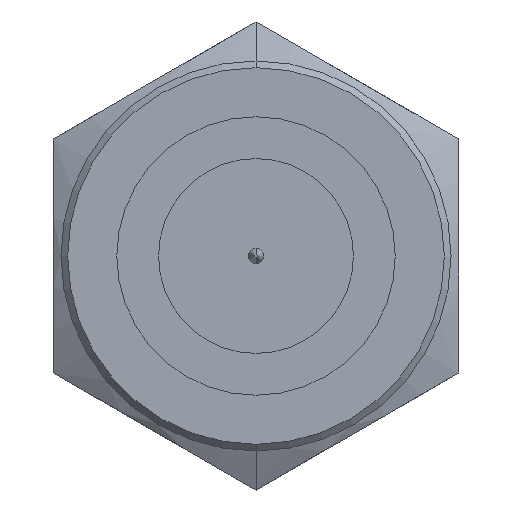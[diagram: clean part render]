
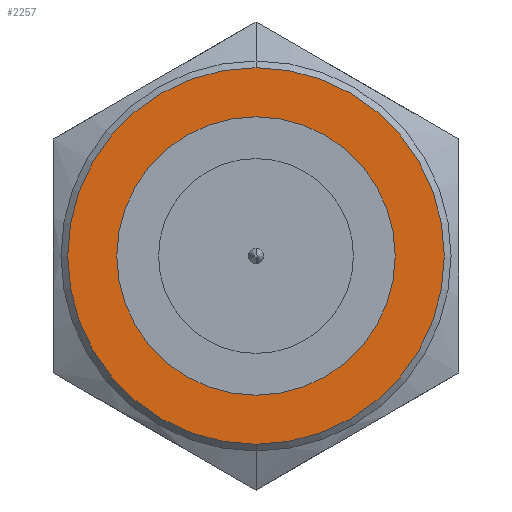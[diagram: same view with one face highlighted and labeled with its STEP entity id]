
A CAD part, front view. The second image highlights one B-rep face of the part: STEP entity #2257.
In plain terms, the highlighted planar face has unit normal (0, -1, 0).
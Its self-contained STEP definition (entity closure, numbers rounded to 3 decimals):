
#11 = CIRCLE ( 'NONE', #179, 2.788 ) ;
#103 = CIRCLE ( 'NONE', #670, 2.061 ) ;
#131 = CARTESIAN_POINT ( 'NONE',  ( -33.642, -119.859, 4.734 ) ) ;
#179 = AXIS2_PLACEMENT_3D ( 'NONE', #2398, #2111, #2918 ) ;
#339 = VERTEX_POINT ( 'NONE', #2641 ) ;
#376 = VERTEX_POINT ( 'NONE', #3216 ) ;
#499 = EDGE_CURVE ( 'NONE', #339, #376, #103, .T. ) ;
#530 = FACE_OUTER_BOUND ( 'NONE', #838, .T. ) ;
#607 = ORIENTED_EDGE ( 'NONE', *, *, #1086, .F. ) ;
#664 = AXIS2_PLACEMENT_3D ( 'NONE', #1595, #1098, #3241 ) ;
#670 = AXIS2_PLACEMENT_3D ( 'NONE', #2491, #866, #1921 ) ;
#730 = CARTESIAN_POINT ( 'NONE',  ( -33.642, -119.859, 4.734 ) ) ;
#838 = EDGE_LOOP ( 'NONE', ( #607, #3259 ) ) ;
#866 = DIRECTION ( 'NONE',  ( 0., 1., 0. ) ) ;
#984 = DIRECTION ( 'NONE',  ( 0., 1., 0. ) ) ;
#1053 = CIRCLE ( 'NONE', #3448, 2.788 ) ;
#1086 = EDGE_CURVE ( 'NONE', #3133, #1472, #1053, .T. ) ;
#1098 = DIRECTION ( 'NONE',  ( 0., -1., 0. ) ) ;
#1368 = CARTESIAN_POINT ( 'NONE',  ( -33.642, -119.859, 1.946 ) ) ;
#1472 = VERTEX_POINT ( 'NONE', #1763 ) ;
#1595 = CARTESIAN_POINT ( 'NONE',  ( -33.642, -119.859, 4.734 ) ) ;
#1763 = CARTESIAN_POINT ( 'NONE',  ( -33.642, -119.859, 7.521 ) ) ;
#1768 = DIRECTION ( 'NONE',  ( 0., 0., 1. ) ) ;
#1893 = FACE_BOUND ( 'NONE', #2432, .T. ) ;
#1921 = DIRECTION ( 'NONE',  ( 0., 0., 1. ) ) ;
#2023 = EDGE_CURVE ( 'NONE', #376, #339, #2792, .T. ) ;
#2111 = DIRECTION ( 'NONE',  ( 0., 1., 0. ) ) ;
#2224 = AXIS2_PLACEMENT_3D ( 'NONE', #730, #2286, #2553 ) ;
#2257 = ADVANCED_FACE ( 'NONE', ( #530, #1893 ), #3429, .T. ) ;
#2286 = DIRECTION ( 'NONE',  ( 0., 1., 0. ) ) ;
#2398 = CARTESIAN_POINT ( 'NONE',  ( -33.642, -119.859, 4.734 ) ) ;
#2432 = EDGE_LOOP ( 'NONE', ( #3444, #2668 ) ) ;
#2491 = CARTESIAN_POINT ( 'NONE',  ( -33.642, -119.859, 4.734 ) ) ;
#2553 = DIRECTION ( 'NONE',  ( 0., 0., 1. ) ) ;
#2641 = CARTESIAN_POINT ( 'NONE',  ( -33.642, -119.859, 2.673 ) ) ;
#2668 = ORIENTED_EDGE ( 'NONE', *, *, #499, .T. ) ;
#2792 = CIRCLE ( 'NONE', #2224, 2.061 ) ;
#2918 = DIRECTION ( 'NONE',  ( 0., 0., 1. ) ) ;
#3133 = VERTEX_POINT ( 'NONE', #1368 ) ;
#3216 = CARTESIAN_POINT ( 'NONE',  ( -33.642, -119.859, 6.794 ) ) ;
#3241 = DIRECTION ( 'NONE',  ( 0., 0., 1. ) ) ;
#3259 = ORIENTED_EDGE ( 'NONE', *, *, #3369, .F. ) ;
#3369 = EDGE_CURVE ( 'NONE', #1472, #3133, #11, .T. ) ;
#3429 = PLANE ( 'NONE',  #664 ) ;
#3444 = ORIENTED_EDGE ( 'NONE', *, *, #2023, .T. ) ;
#3448 = AXIS2_PLACEMENT_3D ( 'NONE', #131, #984, #1768 ) ;
